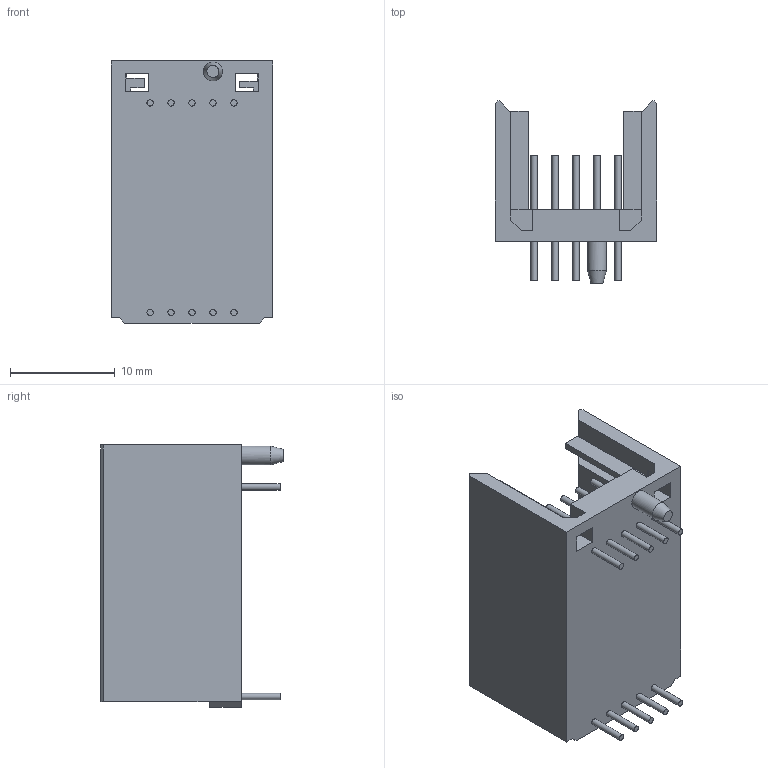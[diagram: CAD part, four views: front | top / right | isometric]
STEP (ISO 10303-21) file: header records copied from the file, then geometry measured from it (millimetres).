
FILE_DESCRIPTION((''),'2;1');
FILE_NAME( '1703_har-bus_HM_C_straight_male_55_pole.stp', '2004-08-11T12:57:08',('User'),('SDRC'),'I-DEAS Master Series 9','UNIX', 'Yes');
FILE_SCHEMA(('AUTOMOTIVE_DESIGN { 1 0 10303 214 1 1 1 1 }'));
Length unit declared in the file: millimetre
Products named in the file (1): 1703_har-bus_HM_C_straight_male_55_pole
Bounding box: 15.4 x 17.4 x 25 mm (x, y, z)
Volume: 1945.4 mm3; surface area: 2424.8 mm2
Topology: 1 solids, 1 shells, 105 faces, 249 edges, 165 vertices
Faces by surface type: bspline 105
Entity records: 3211 total; most frequent: CARTESIAN_POINT 1519, ORIENTED_EDGE 498, EDGE_CURVE 249, VERTEX_POINT 165, EDGE_LOOP 128, B_SPLINE_CURVE_WITH_KNOTS 125, FACE_OUTER_BOUND 105, ADVANCED_FACE 105
